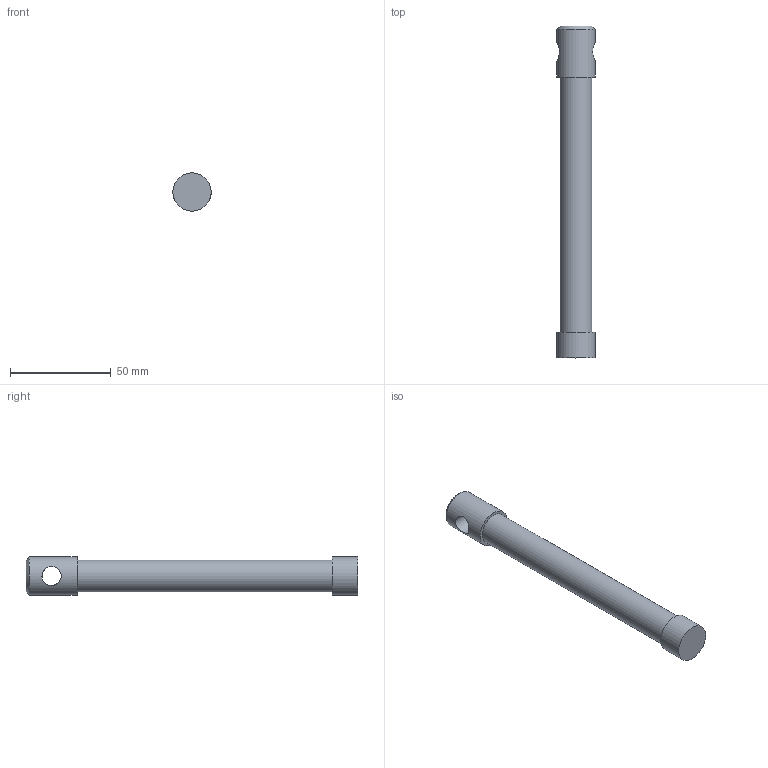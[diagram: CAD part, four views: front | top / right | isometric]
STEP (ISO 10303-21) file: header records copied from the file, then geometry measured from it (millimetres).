
FILE_DESCRIPTION(/* description */ (''),/* implementation_level */ '2;1');
FILE_NAME(/* name */ 'Pieza7-Tarea1.stp',/* time_stamp */ '2024-02-21T19:27:14-06:00',/* author */ ('Diegolap'),/* organization */ (''),/* preprocessor_version */ 'ST-DEVELOPER v19.2',/* originating_system */ 'Autodesk Inventor 2024',/* authorisation */ '');
FILE_SCHEMA (('AUTOMOTIVE_DESIGN { 1 0 10303 214 3 1 1 }'));
Length unit declared in the file: inch
Products named in the file (1): Pieza7-Tarea1
Bounding box: 19.05 x 165.1 x 19.05 mm (x, y, z)
Volume: 34612.2 mm3; surface area: 9684.5 mm2
Topology: 1 solids, 1 shells, 9 faces, 19 edges, 13 vertices
Faces by surface type: cylinder 4, plane 4, cone 1
Full cylindrical faces by diameter (mm): 9.525 x1, 15.875 x1, 19.05 x2
Entity records: 357 total; most frequent: CARTESIAN_POINT 111, DIRECTION 42, ORIENTED_EDGE 38, EDGE_CURVE 19, AXIS2_PLACEMENT_3D 18, VERTEX_POINT 13, EDGE_LOOP 12, FACE_OUTER_BOUND 9
